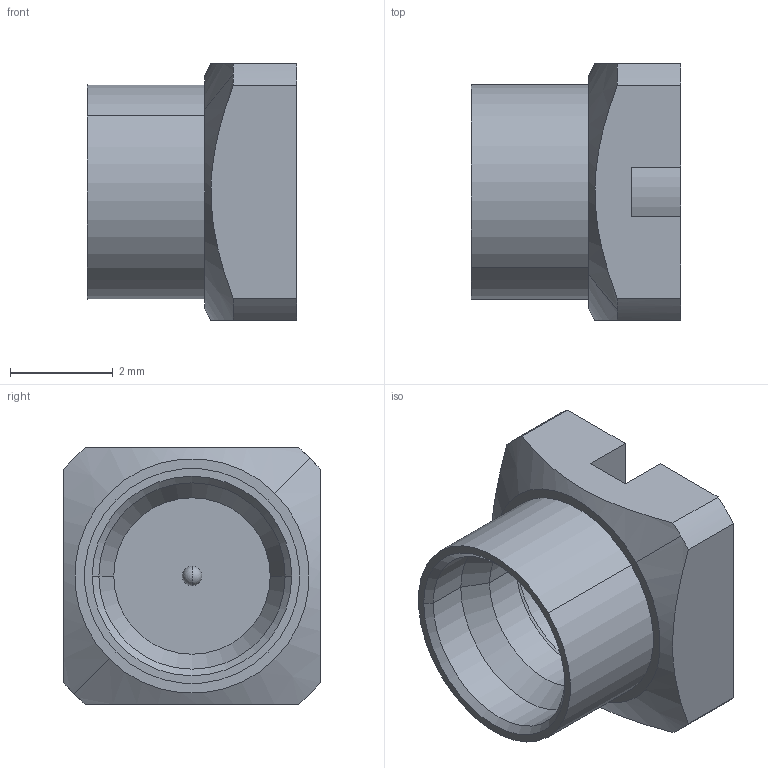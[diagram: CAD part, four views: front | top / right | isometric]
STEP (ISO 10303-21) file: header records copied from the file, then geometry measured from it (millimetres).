
FILE_DESCRIPTION((''),'2;1');
FILE_NAME('SMP-MSLD-PCS-18_SW0001','2019-08-16T',('Clement'),(''),'CREO PARAMETRIC BY PTC INC, 2018360','CREO PARAMETRIC BY PTC INC, 2018360','');
FILE_SCHEMA(('CONFIG_CONTROL_DESIGN'));
Length unit declared in the file: millimetre
Products named in the file (1): SMP-MSLD-PCS-18_SW0001
Bounding box: 4.09 x 5 x 5 mm (x, y, z)
Volume: 48.9 mm3; surface area: 140 mm2
Topology: 1 solids, 1 shells, 36 faces, 84 edges, 51 vertices
Faces by surface type: cylinder 15, plane 11, cone 8, sphere 2
Entity records: 1146 total; most frequent: CARTESIAN_POINT 269, DIRECTION 188, ORIENTED_EDGE 164, EDGE_CURVE 82, AXIS2_PLACEMENT_3D 74, VERTEX_POINT 51, VECTOR 40, LINE 40
